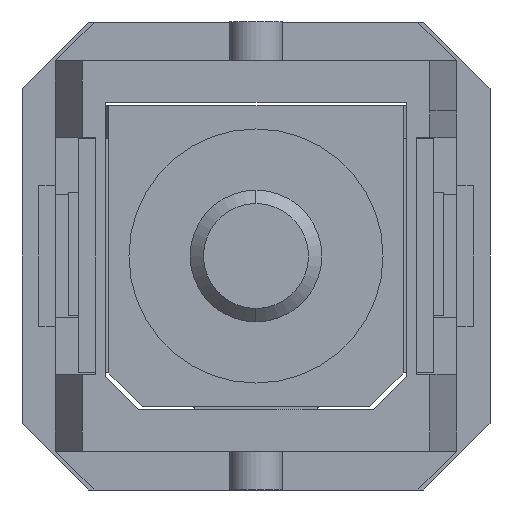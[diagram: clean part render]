
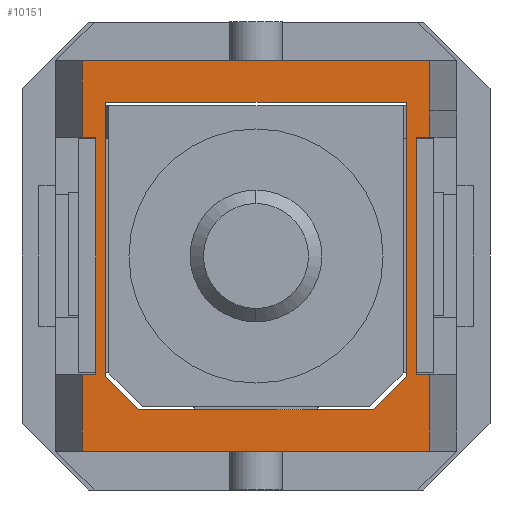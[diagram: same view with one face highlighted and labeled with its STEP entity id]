
A CAD part, front view. The second image highlights one B-rep face of the part: STEP entity #10151.
In plain terms, the highlighted face is planar.
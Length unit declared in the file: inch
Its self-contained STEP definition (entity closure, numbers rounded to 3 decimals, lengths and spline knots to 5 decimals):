
#105 = LINE ( 'NONE', #482, #8908 ) ;
#111 = VECTOR ( 'NONE', #7429, 39.37008 ) ;
#272 = DIRECTION ( 'NONE',  ( 1., 0., 0. ) ) ;
#299 = EDGE_CURVE ( 'NONE', #2187, #5622, #3160, .T. ) ;
#335 = ORIENTED_EDGE ( 'NONE', *, *, #2102, .F. ) ;
#409 = LINE ( 'NONE', #7547, #4805 ) ;
#442 = VECTOR ( 'NONE', #8901, 39.37008 ) ;
#470 = CARTESIAN_POINT ( 'NONE',  ( 0.1125, 1.015, 0.09 ) ) ;
#482 = CARTESIAN_POINT ( 'NONE',  ( 0.1125, 1.015, 0.09 ) ) ;
#543 = CARTESIAN_POINT ( 'NONE',  ( 0.13, 1.015, -0.175 ) ) ;
#769 = ORIENTED_EDGE ( 'NONE', *, *, #9424, .F. ) ;
#941 = CARTESIAN_POINT ( 'NONE',  ( -0.1125, 1.015, 0.09 ) ) ;
#1171 = LINE ( 'NONE', #10962, #9525 ) ;
#1330 = EDGE_CURVE ( 'NONE', #9287, #4655, #5587, .T. ) ;
#1378 = ORIENTED_EDGE ( 'NONE', *, *, #299, .T. ) ;
#1389 = ORIENTED_EDGE ( 'NONE', *, *, #1737, .F. ) ;
#1419 = VERTEX_POINT ( 'NONE', #9976 ) ;
#1530 = DIRECTION ( 'NONE',  ( -1., 0., 0. ) ) ;
#1592 = ORIENTED_EDGE ( 'NONE', *, *, #3469, .F. ) ;
#1707 = VECTOR ( 'NONE', #1530, 39.37008 ) ;
#1728 = CARTESIAN_POINT ( 'NONE',  ( -0.15, 1.015, -0.146 ) ) ;
#1737 = EDGE_CURVE ( 'NONE', #2769, #5622, #11009, .T. ) ;
#1806 = CARTESIAN_POINT ( 'NONE',  ( 0.0875, 1.015, 0.115 ) ) ;
#1851 = VERTEX_POINT ( 'NONE', #11749 ) ;
#1920 = VECTOR ( 'NONE', #4874, 39.37008 ) ;
#1980 = ORIENTED_EDGE ( 'NONE', *, *, #12048, .F. ) ;
#2102 = EDGE_CURVE ( 'NONE', #2187, #7903, #2519, .T. ) ;
#2187 = VERTEX_POINT ( 'NONE', #2852 ) ;
#2204 = VECTOR ( 'NONE', #2782, 39.37008 ) ;
#2262 = VECTOR ( 'NONE', #9252, 39.37008 ) ;
#2401 = ORIENTED_EDGE ( 'NONE', *, *, #6547, .T. ) ;
#2419 = VERTEX_POINT ( 'NONE', #11007 ) ;
#2519 = LINE ( 'NONE', #9398, #5984 ) ;
#2591 = DIRECTION ( 'NONE',  ( 0.707, 0., -0.707 ) ) ;
#2627 = AXIS2_PLACEMENT_3D ( 'NONE', #3473, #4409, #10961 ) ;
#2673 = FACE_BOUND ( 'NONE', #11337, .T. ) ;
#2769 = VERTEX_POINT ( 'NONE', #5007 ) ;
#2782 = DIRECTION ( 'NONE',  ( 1., 0., 0. ) ) ;
#2827 = VECTOR ( 'NONE', #3046, 39.37008 ) ;
#2852 = CARTESIAN_POINT ( 'NONE',  ( 0.13, 1.015, 0.146 ) ) ;
#2861 = CARTESIAN_POINT ( 'NONE',  ( -0.12, 1.015, 0.1085 ) ) ;
#3046 = DIRECTION ( 'NONE',  ( -1., 0., 0. ) ) ;
#3160 = LINE ( 'NONE', #11997, #9331 ) ;
#3332 = VERTEX_POINT ( 'NONE', #3399 ) ;
#3399 = CARTESIAN_POINT ( 'NONE',  ( -0.1125, 1.015, 0.09 ) ) ;
#3458 = VERTEX_POINT ( 'NONE', #3777 ) ;
#3469 = EDGE_CURVE ( 'NONE', #8441, #3332, #8045, .T. ) ;
#3473 = CARTESIAN_POINT ( 'NONE',  ( -0.175, 1.015, -0.175 ) ) ;
#3777 = CARTESIAN_POINT ( 'NONE',  ( 0.1125, 1.015, 0.09 ) ) ;
#3876 = VERTEX_POINT ( 'NONE', #11388 ) ;
#3918 = LINE ( 'NONE', #4463, #9914 ) ;
#4061 = ORIENTED_EDGE ( 'NONE', *, *, #6250, .T. ) ;
#4173 = ORIENTED_EDGE ( 'NONE', *, *, #6784, .F. ) ;
#4335 = CARTESIAN_POINT ( 'NONE',  ( -0.13, 1.015, -0.0885 ) ) ;
#4346 = DIRECTION ( 'NONE',  ( 0., 0., -1. ) ) ;
#4347 = CARTESIAN_POINT ( 'NONE',  ( 0.1125, 1.015, -0.115 ) ) ;
#4409 = DIRECTION ( 'NONE',  ( 0., -1., 0. ) ) ;
#4432 = CARTESIAN_POINT ( 'NONE',  ( -0.13, 1.015, -0.175 ) ) ;
#4463 = CARTESIAN_POINT ( 'NONE',  ( 0.12, 1.015, 0.1085 ) ) ;
#4655 = VERTEX_POINT ( 'NONE', #9036 ) ;
#4698 = EDGE_CURVE ( 'NONE', #2419, #7612, #11669, .T. ) ;
#4727 = VECTOR ( 'NONE', #4857, 39.37008 ) ;
#4805 = VECTOR ( 'NONE', #8528, 39.37008 ) ;
#4857 = DIRECTION ( 'NONE',  ( 0., 0., -1. ) ) ;
#4874 = DIRECTION ( 'NONE',  ( 0., 0., 1. ) ) ;
#4909 = CARTESIAN_POINT ( 'NONE',  ( 0.12, 1.015, -0.0885 ) ) ;
#5007 = CARTESIAN_POINT ( 'NONE',  ( 0.12, 1.015, 0.0885 ) ) ;
#5167 = EDGE_CURVE ( 'NONE', #7612, #3458, #11168, .T. ) ;
#5221 = VECTOR ( 'NONE', #10317, 39.37008 ) ;
#5258 = LINE ( 'NONE', #4335, #442 ) ;
#5395 = EDGE_CURVE ( 'NONE', #4655, #10622, #7351, .T. ) ;
#5561 = EDGE_CURVE ( 'NONE', #10756, #7903, #10422, .T. ) ;
#5587 = LINE ( 'NONE', #11446, #4727 ) ;
#5622 = VERTEX_POINT ( 'NONE', #9327 ) ;
#5763 = ORIENTED_EDGE ( 'NONE', *, *, #5395, .T. ) ;
#5770 = EDGE_CURVE ( 'NONE', #9287, #5824, #7778, .T. ) ;
#5824 = VERTEX_POINT ( 'NONE', #4909 ) ;
#5984 = VECTOR ( 'NONE', #8711, 39.37008 ) ;
#6118 = CARTESIAN_POINT ( 'NONE',  ( 0.0875, 1.015, 0.115 ) ) ;
#6194 = ORIENTED_EDGE ( 'NONE', *, *, #10021, .T. ) ;
#6250 = EDGE_CURVE ( 'NONE', #7042, #10756, #7038, .T. ) ;
#6365 = CARTESIAN_POINT ( 'NONE',  ( -0.12, 1.015, 0.0885 ) ) ;
#6372 = DIRECTION ( 'NONE',  ( 0., 0., 1. ) ) ;
#6547 = EDGE_CURVE ( 'NONE', #1851, #1419, #1171, .T. ) ;
#6679 = CARTESIAN_POINT ( 'NONE',  ( 0.12, 1.015, 0.0885 ) ) ;
#6782 = ORIENTED_EDGE ( 'NONE', *, *, #7332, .F. ) ;
#6784 = EDGE_CURVE ( 'NONE', #3332, #2419, #409, .T. ) ;
#6980 = CARTESIAN_POINT ( 'NONE',  ( -0.12, 1.015, 0.0885 ) ) ;
#7038 = LINE ( 'NONE', #6365, #11147 ) ;
#7042 = VERTEX_POINT ( 'NONE', #6980 ) ;
#7273 = CARTESIAN_POINT ( 'NONE',  ( -0.12, 1.015, -0.0885 ) ) ;
#7332 = EDGE_CURVE ( 'NONE', #1851, #10622, #9933, .T. ) ;
#7351 = LINE ( 'NONE', #543, #11437 ) ;
#7370 = EDGE_CURVE ( 'NONE', #10467, #7042, #8788, .T. ) ;
#7429 = DIRECTION ( 'NONE',  ( 1., 0., 0. ) ) ;
#7465 = CARTESIAN_POINT ( 'NONE',  ( -0.13, 1.015, 0.146 ) ) ;
#7528 = CARTESIAN_POINT ( 'NONE',  ( -0.1125, 1.015, -0.115 ) ) ;
#7547 = CARTESIAN_POINT ( 'NONE',  ( -0.1125, 1.015, 0.09 ) ) ;
#7612 = VERTEX_POINT ( 'NONE', #6118 ) ;
#7668 = CARTESIAN_POINT ( 'NONE',  ( 0.13, 1.015, -0.0885 ) ) ;
#7682 = ORIENTED_EDGE ( 'NONE', *, *, #1330, .T. ) ;
#7696 = EDGE_CURVE ( 'NONE', #3458, #3876, #105, .T. ) ;
#7778 = LINE ( 'NONE', #9475, #2827 ) ;
#7780 = FACE_OUTER_BOUND ( 'NONE', #10529, .T. ) ;
#7903 = VERTEX_POINT ( 'NONE', #7465 ) ;
#8045 = LINE ( 'NONE', #941, #5221 ) ;
#8431 = CARTESIAN_POINT ( 'NONE',  ( 0.13, 1.015, -0.146 ) ) ;
#8441 = VERTEX_POINT ( 'NONE', #7528 ) ;
#8528 = DIRECTION ( 'NONE',  ( 0.707, 0., 0.707 ) ) ;
#8540 = ORIENTED_EDGE ( 'NONE', *, *, #5561, .T. ) ;
#8553 = CARTESIAN_POINT ( 'NONE',  ( -0.13, 1.015, 0.0885 ) ) ;
#8711 = DIRECTION ( 'NONE',  ( -1., 0., 0. ) ) ;
#8788 = LINE ( 'NONE', #2861, #1920 ) ;
#8878 = LINE ( 'NONE', #4347, #1707 ) ;
#8901 = DIRECTION ( 'NONE',  ( 1., 0., 0. ) ) ;
#8908 = VECTOR ( 'NONE', #4346, 39.37008 ) ;
#8928 = DIRECTION ( 'NONE',  ( 0., 0., -1. ) ) ;
#9036 = CARTESIAN_POINT ( 'NONE',  ( 0.13, 1.015, -0.1085 ) ) ;
#9101 = PLANE ( 'NONE',  #2627 ) ;
#9102 = DIRECTION ( 'NONE',  ( 0., 0., 1. ) ) ;
#9252 = DIRECTION ( 'NONE',  ( 0., 0., 1. ) ) ;
#9287 = VERTEX_POINT ( 'NONE', #7668 ) ;
#9327 = CARTESIAN_POINT ( 'NONE',  ( 0.13, 1.015, 0.0885 ) ) ;
#9331 = VECTOR ( 'NONE', #11228, 39.37008 ) ;
#9398 = CARTESIAN_POINT ( 'NONE',  ( -0.15, 1.015, 0.146 ) ) ;
#9424 = EDGE_CURVE ( 'NONE', #3876, #8441, #8878, .T. ) ;
#9475 = CARTESIAN_POINT ( 'NONE',  ( 0.13, 1.015, -0.0885 ) ) ;
#9525 = VECTOR ( 'NONE', #9102, 39.37008 ) ;
#9914 = VECTOR ( 'NONE', #6372, 39.37008 ) ;
#9933 = LINE ( 'NONE', #1728, #2204 ) ;
#9976 = CARTESIAN_POINT ( 'NONE',  ( -0.13, 1.015, -0.0885 ) ) ;
#10021 = EDGE_CURVE ( 'NONE', #1419, #10467, #5258, .T. ) ;
#10151 = ADVANCED_FACE ( 'NONE', ( #7780, #2673 ), #9101, .F. ) ;
#10209 = ORIENTED_EDGE ( 'NONE', *, *, #7696, .F. ) ;
#10317 = DIRECTION ( 'NONE',  ( 0., 0., 1. ) ) ;
#10326 = ORIENTED_EDGE ( 'NONE', *, *, #5167, .F. ) ;
#10422 = LINE ( 'NONE', #4432, #2262 ) ;
#10467 = VERTEX_POINT ( 'NONE', #7273 ) ;
#10529 = EDGE_LOOP ( 'NONE', ( #2401, #6194, #11459, #4061, #8540, #335, #1378, #1389, #1980, #11611, #7682, #5763, #6782 ) ) ;
#10607 = ORIENTED_EDGE ( 'NONE', *, *, #4698, .F. ) ;
#10622 = VERTEX_POINT ( 'NONE', #8431 ) ;
#10756 = VERTEX_POINT ( 'NONE', #8553 ) ;
#10859 = VECTOR ( 'NONE', #2591, 39.37008 ) ;
#10961 = DIRECTION ( 'NONE',  ( 0., 0., -1. ) ) ;
#10962 = CARTESIAN_POINT ( 'NONE',  ( -0.13, 1.015, -0.175 ) ) ;
#11007 = CARTESIAN_POINT ( 'NONE',  ( -0.0875, 1.015, 0.115 ) ) ;
#11009 = LINE ( 'NONE', #6679, #11160 ) ;
#11147 = VECTOR ( 'NONE', #12120, 39.37008 ) ;
#11160 = VECTOR ( 'NONE', #272, 39.37008 ) ;
#11168 = LINE ( 'NONE', #470, #10859 ) ;
#11228 = DIRECTION ( 'NONE',  ( 0., 0., -1. ) ) ;
#11337 = EDGE_LOOP ( 'NONE', ( #4173, #1592, #769, #10209, #10326, #10607 ) ) ;
#11388 = CARTESIAN_POINT ( 'NONE',  ( 0.1125, 1.015, -0.115 ) ) ;
#11437 = VECTOR ( 'NONE', #8928, 39.37008 ) ;
#11446 = CARTESIAN_POINT ( 'NONE',  ( 0.13, 1.015, -0.0885 ) ) ;
#11459 = ORIENTED_EDGE ( 'NONE', *, *, #7370, .T. ) ;
#11611 = ORIENTED_EDGE ( 'NONE', *, *, #5770, .F. ) ;
#11669 = LINE ( 'NONE', #1806, #111 ) ;
#11749 = CARTESIAN_POINT ( 'NONE',  ( -0.13, 1.015, -0.146 ) ) ;
#11997 = CARTESIAN_POINT ( 'NONE',  ( 0.13, 1.015, -0.175 ) ) ;
#12048 = EDGE_CURVE ( 'NONE', #5824, #2769, #3918, .T. ) ;
#12120 = DIRECTION ( 'NONE',  ( -1., 0., 0. ) ) ;
